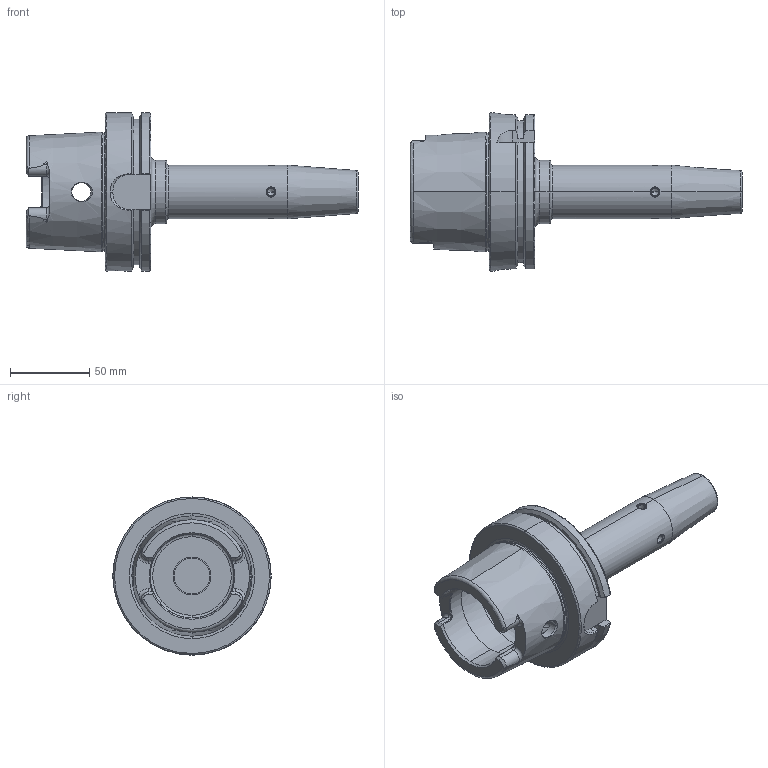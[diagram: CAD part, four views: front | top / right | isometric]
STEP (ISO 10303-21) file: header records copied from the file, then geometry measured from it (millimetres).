
FILE_DESCRIPTION((''),'2;1');
FILE_NAME('HSK100A_SFH15_875_160','2020-12-24T13:42:05',('user'),(''),'CREO PARAMETRIC BY PTC INC, 2018400','CREO PARAMETRIC BY PTC INC, 2018400','');
FILE_SCHEMA(('CONFIG_CONTROL_DESIGN'));
Length unit declared in the file: millimetre
Products named in the file (1): HSK100A_SFH15_875_160
Bounding box: 210 x 100 x 100 mm (x, y, z)
Volume: 347449.4 mm3; surface area: 70316.3 mm2
Topology: 1 solids, 6 shells, 213 faces, 554 edges, 348 vertices
Faces by surface type: cylinder 70, plane 57, cone 45, torus 29, bspline 12
Entity records: 7990 total; most frequent: CARTESIAN_POINT 2851, ORIENTED_EDGE 1074, DIRECTION 1054, EDGE_CURVE 546, AXIS2_PLACEMENT_3D 427, VERTEX_POINT 348, EDGE_LOOP 231, CIRCLE 225
